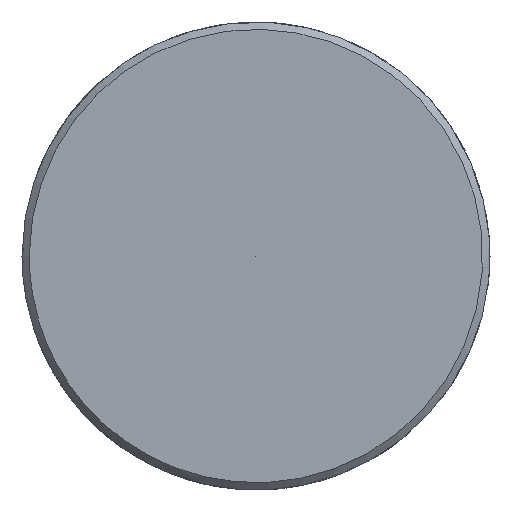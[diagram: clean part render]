
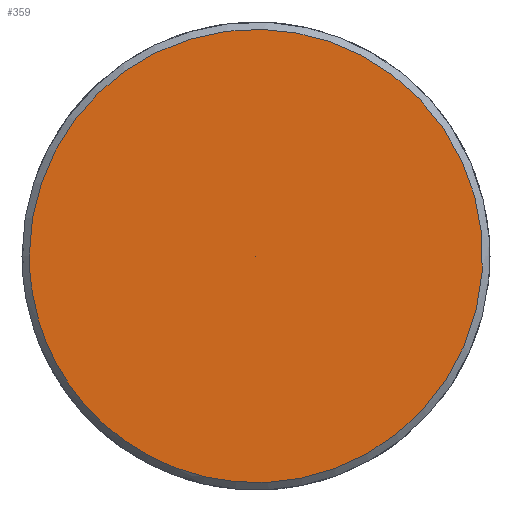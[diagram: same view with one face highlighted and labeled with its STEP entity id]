
A CAD part, left-side view. The second image highlights one B-rep face of the part: STEP entity #359.
In plain terms, the highlighted free-form (B-spline) face has degree [5, 1] with [6, 2] control points.
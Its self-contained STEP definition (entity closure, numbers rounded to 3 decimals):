
#325 = CARTESIAN_POINT ('', (-89., 7.75, 0.));
#326 = VERTEX_POINT ('', #325);
#327 = CARTESIAN_POINT ('', (-89., 0., 0.));
#328 = VERTEX_POINT ('', #327);
#329 = CARTESIAN_POINT ('', (-89., 7.75, 0.));
#330 = CARTESIAN_POINT ('', (-89., 0., 0.));
#331 = B_SPLINE_CURVE_WITH_KNOTS ('', 1, (#329, #330), .UNSPECIFIED., .F., .U., (2, 2), (0., 1.), .UNSPECIFIED.);
#332 = EDGE_CURVE ('', #326, #328, #331, .T.);
#333 = ORIENTED_EDGE ('', *, *, #332, .F.);
#334 = CARTESIAN_POINT ('', (-89., 7.75, 0.));
#335 = CARTESIAN_POINT ('', (-89., 7.75, 31.));
#336 = CARTESIAN_POINT ('', (-89., -23.25, 15.5));
#337 = CARTESIAN_POINT ('', (-89., -23.25, -15.5));
#338 = CARTESIAN_POINT ('', (-89., 7.75, -31.));
#339 = CARTESIAN_POINT ('', (-89., 7.75, 0.));
#340 = (
   BOUNDED_CURVE ()
   B_SPLINE_CURVE (5, (#334, #335, #336, #337, #338, #339), .UNSPECIFIED., .T., .U.)
   B_SPLINE_CURVE_WITH_KNOTS ((6, 6), (0., 1.), .UNSPECIFIED.)
   CURVE ()
   GEOMETRIC_REPRESENTATION_ITEM ()
   RATIONAL_B_SPLINE_CURVE ((5., 1., 1., 1., 1., 5.))
   REPRESENTATION_ITEM ('')
);
#341 = EDGE_CURVE ('', #326, #326, #340, .T.);
#342 = ORIENTED_EDGE ('', *, *, #341, .T.);
#343 = ORIENTED_EDGE ('', *, *, #332, .T.);
#344 = EDGE_LOOP ('', (#333, #342, #343));
#345 = FACE_OUTER_BOUND ('', #344, .F.);
#346 = CARTESIAN_POINT ('', (-89., 7.75, 0.));
#347 = CARTESIAN_POINT ('', (-89., 0., 0.));
#348 = CARTESIAN_POINT ('', (-89., 7.75, 31.));
#349 = CARTESIAN_POINT ('', (-89., 0., 0.));
#350 = CARTESIAN_POINT ('', (-89., -23.25, 15.5));
#351 = CARTESIAN_POINT ('', (-89., 0., 0.));
#352 = CARTESIAN_POINT ('', (-89., -23.25, -15.5));
#353 = CARTESIAN_POINT ('', (-89., 0., 0.));
#354 = CARTESIAN_POINT ('', (-89., 7.75, -31.));
#355 = CARTESIAN_POINT ('', (-89., 0., 0.));
#356 = CARTESIAN_POINT ('', (-89., 7.75, 0.));
#357 = CARTESIAN_POINT ('', (-89., 0., 0.));
#358 = (
   BOUNDED_SURFACE ()
   B_SPLINE_SURFACE (5, 1, ((#346, #347), (#348, #349), (#350, #351), (#352, #353), (#354, #355), (#356, #357)), .UNSPECIFIED., .T., .F., .U.)
   B_SPLINE_SURFACE_WITH_KNOTS ((6, 6), (2, 2), (0., 1.), (0., 1.), .UNSPECIFIED.)
   SURFACE ()
   GEOMETRIC_REPRESENTATION_ITEM ()
   RATIONAL_B_SPLINE_SURFACE (((5., 5.), (1., 1.), (1., 1.), (1., 1.), (1., 1.), (5., 5.)))
   REPRESENTATION_ITEM ('')
);
#359 = ADVANCED_FACE ('', (#345), #358, .F.);
